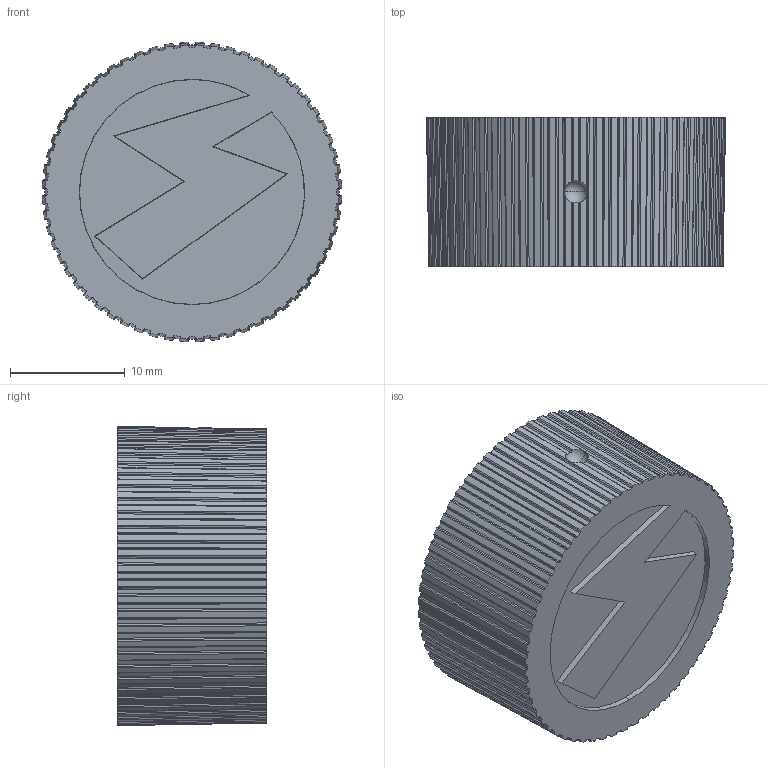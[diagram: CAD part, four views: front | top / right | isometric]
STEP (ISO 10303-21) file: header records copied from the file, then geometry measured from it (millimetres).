
FILE_DESCRIPTION (( 'STEP AP214' ), '1' );
FILE_NAME ('JXHSV06-06002-d Screen Knob.step', '2023-01-05T07:15:11', ( '微软用户' ), ( '微软中国' ), 'SwSTEP 2.0', 'SolidWorks 2020', '' );
FILE_SCHEMA (( 'AUTOMOTIVE_DESIGN' ));
Length unit declared in the file: millimetre
Products named in the file (1): JXHSV06-06002-d Screen Knob
Bounding box: 26.04 x 13 x 26.04 mm (x, y, z)
Volume: 2639.9 mm3; surface area: 4068.3 mm2
Topology: 1 solids, 1 shells, 508 faces, 1752 edges, 1243 vertices
Faces by surface type: bspline 264, cone 142, plane 98, sphere 2, cylinder 2
Entity records: 31004 total; most frequent: CARTESIAN_POINT 18244, ORIENTED_EDGE 3504, EDGE_CURVE 1752, DIRECTION 1620, VERTEX_POINT 1243, B_SPLINE_CURVE_WITH_KNOTS 956, AXIS2_PLACEMENT_3D 581, EDGE_LOOP 521
